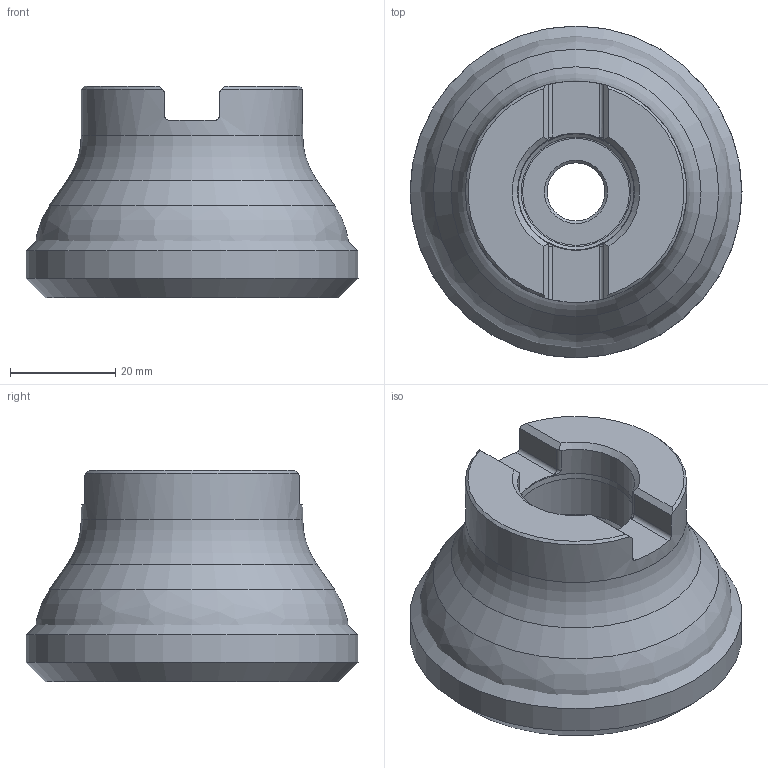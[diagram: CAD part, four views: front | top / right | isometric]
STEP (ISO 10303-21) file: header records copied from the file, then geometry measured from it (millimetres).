
FILE_DESCRIPTION(/* description */ (''),/* implementation_level */ '2;1');
FILE_NAME(/* name */ '63A05R_S45OD05_C_115010025ndi000_00_SIM.stp',/* time_stamp */ '2019-12-20T12:39:39+01:00',/* author */ (''),/* organization */ (''),/* preprocessor_version */ 'ST-DEVELOPER v16.7',/* originating_system */ 'SIEMENS PLM Software NX 12.0',/* authorisation */ '');
FILE_SCHEMA (('AUTOMOTIVE_DESIGN { 1 0 10303 214 3 1 1 1 }'));
Length unit declared in the file: millimetre
Products named in the file (1): wq7025002A84su1e
Bounding box: 62.97 x 62.97 x 40.04 mm (x, y, z)
Volume: 83198.7 mm3; surface area: 18961.8 mm2
Topology: 2 solids, 2 shells, 67 faces, 162 edges, 99 vertices
Faces by surface type: cylinder 20, plane 16, cone 11, torus 11, revolution 8, bspline 1
Full cylindrical faces by diameter (mm): 11 x1, 18.1 x1, 22.006 x1, 22.2 x1, 42 x1, 59.564 x1
Entity records: 1992 total; most frequent: CARTESIAN_POINT 553, DIRECTION 290, ORIENTED_EDGE 252, EDGE_CURVE 126, AXIS2_PLACEMENT_3D 125, EDGE_LOOP 100, VERTEX_POINT 92, ADVANCED_FACE 67
